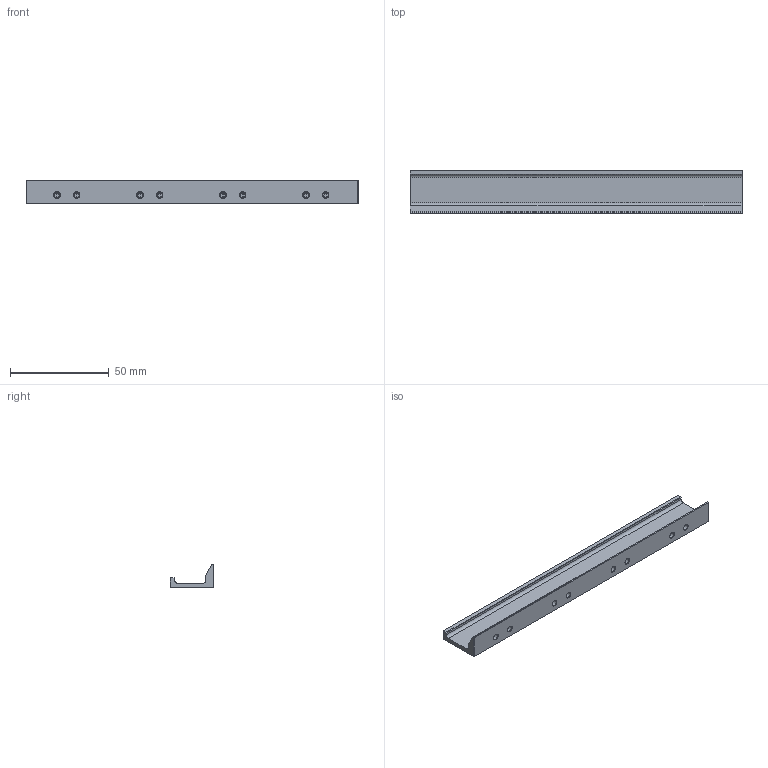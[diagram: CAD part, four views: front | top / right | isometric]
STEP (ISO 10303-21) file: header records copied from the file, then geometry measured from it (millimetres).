
FILE_DESCRIPTION(('FreeCAD Model'),'2;1');
FILE_NAME('Open CASCADE Shape Model','2023-04-30T21:31:40',(''),(''), 'Open CASCADE STEP processor 7.6','FreeCAD','Unknown');
FILE_SCHEMA(('AUTOMOTIVE_DESIGN { 1 0 10303 214 1 1 1 1 }'));
Length unit declared in the file: millimetre
Products named in the file (1): spacer
Bounding box: 168 x 22 x 11.7 mm (x, y, z)
Volume: 14018.9 mm3; surface area: 11964.5 mm2
Topology: 1 solids, 1 shells, 36 faces, 118 edges, 76 vertices
Faces by surface type: plane 14, cylinder 14, cone 8
Full cylindrical faces by diameter (mm): 2.9 x8
Entity records: 3972 total; most frequent: CARTESIAN_POINT 1619, DIRECTION 440, LINE 250, VECTOR 250, ORIENTED_EDGE 236, PCURVE 236, DEFINITIONAL_REPRESENTATION 236, EDGE_CURVE 118
